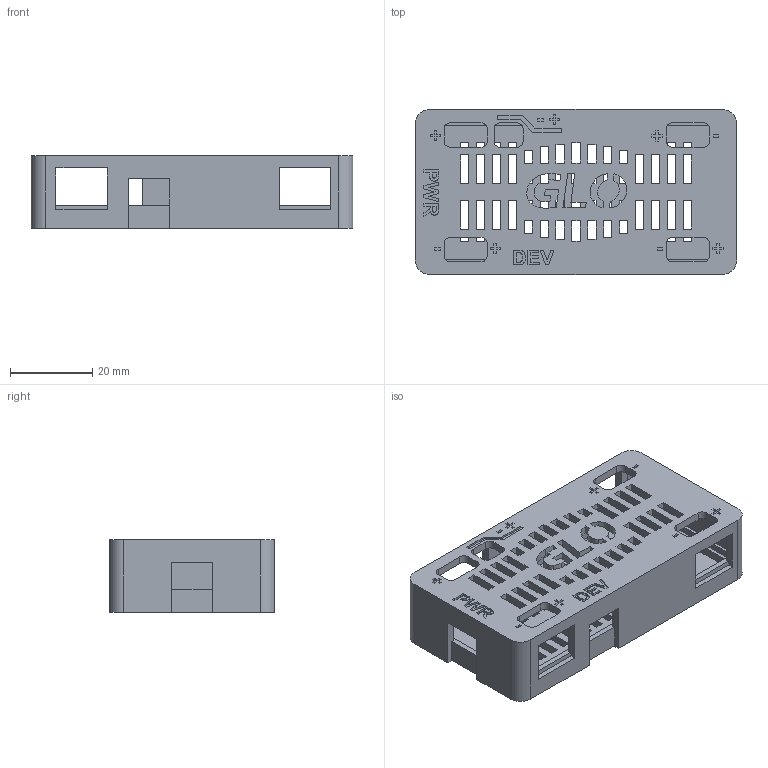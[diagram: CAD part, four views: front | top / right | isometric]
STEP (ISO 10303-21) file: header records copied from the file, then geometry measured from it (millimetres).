
FILE_DESCRIPTION(/* description */ (''),/* implementation_level */ '2;1');
FILE_NAME(/* name */ 'Case Glo Rev 1.step',/* time_stamp */ '2020-09-24T17:39:41-04:00',/* author */ (''),/* organization */ (''),/* preprocessor_version */ 'ST-DEVELOPER v18.1',/* originating_system */ 'Autodesk Translation Framework v9.3.0.1241',/* authorisation */ '');
FILE_SCHEMA (('AUTOMOTIVE_DESIGN { 1 0 10303 214 3 1 1 }'));
Length unit declared in the file: millimetre
Products named in the file (2): Case; Case Top
Assembly tree (1 placements, depth 2):
  Case
    Case Top
Bounding box: 78 x 40 x 17.6 mm (x, y, z)
Volume: 15040.4 mm3; surface area: 20325 mm2
Topology: 2 solids, 2 shells, 613 faces, 1776 edges, 1184 vertices
Faces by surface type: plane 501, bspline 76, cylinder 36
Entity records: 20919 total; most frequent: CARTESIAN_POINT 4852, ORIENTED_EDGE 3552, DIRECTION 2776, EDGE_CURVE 1776, LINE 1552, VECTOR 1552, VERTEX_POINT 1184, EDGE_LOOP 776
